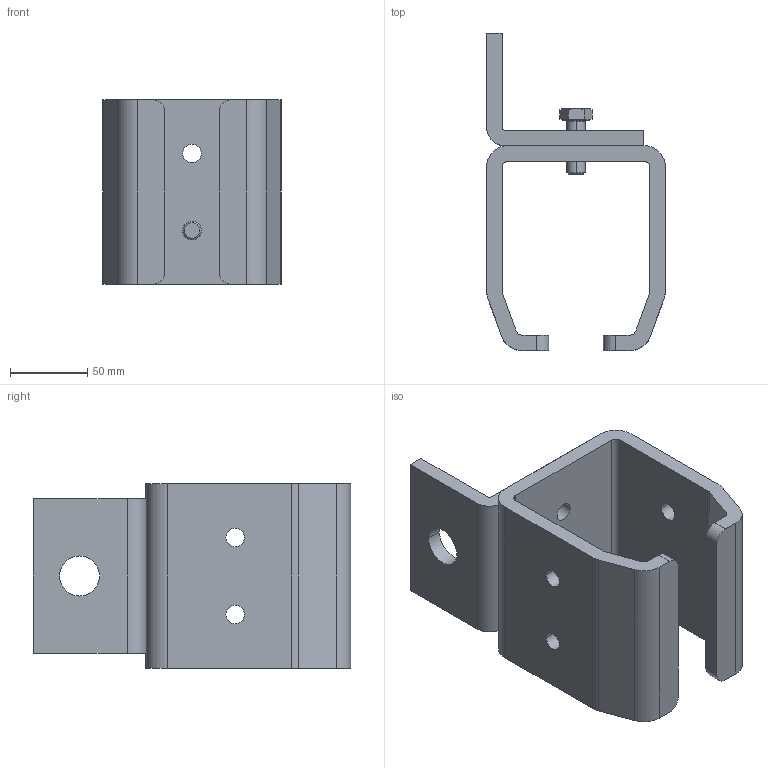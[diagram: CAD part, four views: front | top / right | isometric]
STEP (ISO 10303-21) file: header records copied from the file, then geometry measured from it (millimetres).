
FILE_DESCRIPTION (( 'STEP AP214' ), '1' );
FILE_NAME ('1.27.B01.STEP', '2019-02-27T15:45:53', ( '' ), ( '' ), 'SwSTEP 2.0', 'SolidWorks 2018', '' );
FILE_SCHEMA (( 'AUTOMOTIVE_DESIGN' ));
Length unit declared in the file: millimetre
Products named in the file (4): 1.27.B01; hex screw gradeab_iso_ISO 4017 - M12 x 35-N; B01; 2.27.B00.04P PHASE 4
Assembly tree (3 placements, depth 2):
  1.27.B01
    2.27.B00.04P PHASE 4
    B01
    hex screw gradeab_iso_ISO 4017 - M12 x 35-N
Bounding box: 116 x 206 x 120 mm (x, y, z)
Volume: 622697.2 mm3; surface area: 145005 mm2
Topology: 3 solids, 3 shells, 91 faces, 234 edges, 150 vertices
Faces by surface type: plane 41, cylinder 40, cone 8, torus 2
Entity records: 3018 total; most frequent: CARTESIAN_POINT 553, DIRECTION 512, ORIENTED_EDGE 468, EDGE_CURVE 234, AXIS2_PLACEMENT_3D 193, VERTEX_POINT 150, VECTOR 126, LINE 126
